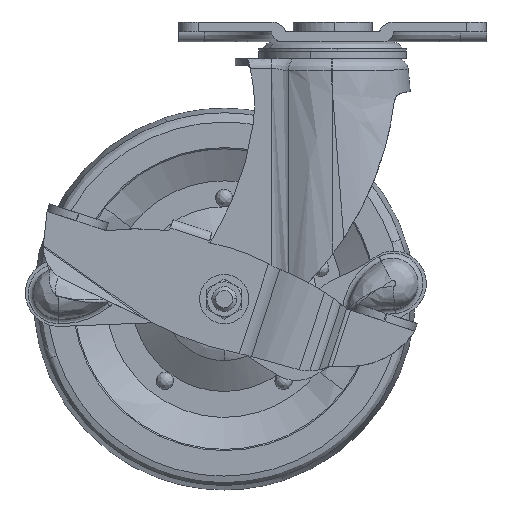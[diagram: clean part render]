
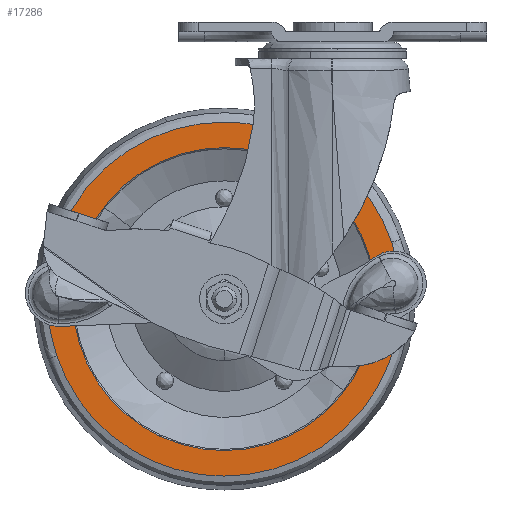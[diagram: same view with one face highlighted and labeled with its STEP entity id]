
A CAD part, front view. The second image highlights one B-rep face of the part: STEP entity #17286.
In plain terms, the highlighted free-form (B-spline) face has degree [1, 1] with [2, 2] control points.
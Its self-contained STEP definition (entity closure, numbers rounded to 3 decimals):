
#17061=CARTESIAN_POINT('',(24.042,-14.0,-89.443));
#17062=VERTEX_POINT('',#17061);
#17076=CARTESIAN_POINT('',(-44.0,-14.0,-184.343));
#17077=VERTEX_POINT('',#17076);
#17078=CARTESIAN_POINT('',(-44.0,-14.0,-184.343));
#17079=CARTESIAN_POINT('',(27.843,-14.,-184.343));
#17080=CARTESIAN_POINT('',(27.843,-14.0,-112.5));
#17081=CARTESIAN_POINT('',(27.843,-14.,-100.658));
#17082=CARTESIAN_POINT('',(24.042,-14.,-89.443));
#17090=(BOUNDED_CURVE()B_SPLINE_CURVE(2,(#17078,#17079,#17080,#17081,#17082),.UNSPECIFIED.,.F.,.U.)B_SPLINE_CURVE_WITH_KNOTS((3,2,3),(0.0,0.25,0.305),.UNSPECIFIED.)CURVE()GEOMETRIC_REPRESENTATION_ITEM()RATIONAL_B_SPLINE_CURVE((1.0,0.707,1.0,0.936,0.9))REPRESENTATION_ITEM(''));
#17091=EDGE_CURVE('',#17077,#17062,#17090,.T.);
#17093=CARTESIAN_POINT('',(-112.042,-14.0,-135.557));
#17094=VERTEX_POINT('',#17093);
#17095=CARTESIAN_POINT('',(-112.042,-14.,-135.557));
#17096=CARTESIAN_POINT('',(-95.51,-14.,-184.343));
#17097=CARTESIAN_POINT('',(-44.0,-14.0,-184.343));
#17105=(BOUNDED_CURVE()B_SPLINE_CURVE(2,(#17095,#17096,#17097),.UNSPECIFIED.,.F.,.U.)B_SPLINE_CURVE_WITH_KNOTS((3,3),(0.805,1.0),.UNSPECIFIED.)CURVE()GEOMETRIC_REPRESENTATION_ITEM()RATIONAL_B_SPLINE_CURVE((0.9,0.771,1.0))REPRESENTATION_ITEM(''));
#17106=EDGE_CURVE('',#17094,#17077,#17105,.T.);
#17150=CARTESIAN_POINT('',(-44.0,-14.0,-40.657));
#17151=VERTEX_POINT('',#17150);
#17152=CARTESIAN_POINT('',(-44.0,-14.0,-40.657));
#17153=CARTESIAN_POINT('',(-115.843,-14.,-40.657));
#17154=CARTESIAN_POINT('',(-115.843,-14.0,-112.5));
#17155=CARTESIAN_POINT('',(-115.843,-14.,-124.342));
#17156=CARTESIAN_POINT('',(-112.042,-14.,-135.557));
#17164=(BOUNDED_CURVE()B_SPLINE_CURVE(2,(#17152,#17153,#17154,#17155,#17156),.UNSPECIFIED.,.F.,.U.)B_SPLINE_CURVE_WITH_KNOTS((3,2,3),(0.5,0.75,0.805),.UNSPECIFIED.)CURVE()GEOMETRIC_REPRESENTATION_ITEM()RATIONAL_B_SPLINE_CURVE((1.0,0.707,1.0,0.936,0.9))REPRESENTATION_ITEM(''));
#17165=EDGE_CURVE('',#17151,#17094,#17164,.T.);
#17167=CARTESIAN_POINT('',(24.042,-14.,-89.443));
#17168=CARTESIAN_POINT('',(7.51,-14.,-40.657));
#17169=CARTESIAN_POINT('',(-44.0,-14.0,-40.657));
#17177=(BOUNDED_CURVE()B_SPLINE_CURVE(2,(#17167,#17168,#17169),.UNSPECIFIED.,.F.,.U.)B_SPLINE_CURVE_WITH_KNOTS((3,3),(0.305,0.5),.UNSPECIFIED.)CURVE()GEOMETRIC_REPRESENTATION_ITEM()RATIONAL_B_SPLINE_CURVE((0.9,0.771,1.0))REPRESENTATION_ITEM(''));
#17178=EDGE_CURVE('',#17062,#17151,#17177,.T.);
#17185=CARTESIAN_POINT('',(-123.016,-14.0,-33.48));
#17186=CARTESIAN_POINT('',(-123.016,-14.0,-191.52));
#17187=CARTESIAN_POINT('',(35.016,-14.0,-33.48));
#17188=CARTESIAN_POINT('',(35.016,-14.0,-191.52));
#17189=B_SPLINE_SURFACE_WITH_KNOTS('',1,1,((#17185,#17187),(#17186,#17188)),.UNSPECIFIED.,.F.,.F.,.U.,(2,2),(2,2),(0.0,158.04),(0.0,158.031),.UNSPECIFIED.);
#17190=ORIENTED_EDGE('',*,*,#17091,.T.);
#17191=ORIENTED_EDGE('',*,*,#17178,.T.);
#17192=ORIENTED_EDGE('',*,*,#17165,.T.);
#17193=ORIENTED_EDGE('',*,*,#17106,.T.);
#17194=EDGE_LOOP('',(#17190,#17191,#17192,#17193));
#17195=FACE_OUTER_BOUND('',#17194,.T.);
#17196=CARTESIAN_POINT('',(-44.0,-14.0,-51.));
#17197=VERTEX_POINT('',#17196);
#17198=CARTESIAN_POINT('',(-70.185,-14.0,-168.147));
#17199=VERTEX_POINT('',#17198);
#17200=CARTESIAN_POINT('',(-44.0,-14.0,-51.));
#17201=CARTESIAN_POINT('',(-47.462,-14.,-51.));
#17202=CARTESIAN_POINT('',(-53.519,-14.,-51.513));
#17203=CARTESIAN_POINT('',(-61.536,-14.,-53.408));
#17204=CARTESIAN_POINT('',(-68.868,-14.,-56.07));
#17205=CARTESIAN_POINT('',(-76.296,-14.0,-59.889));
#17206=CARTESIAN_POINT('',(-83.333,-14.,-64.97));
#17207=CARTESIAN_POINT('',(-88.583,-14.0,-69.986));
#17208=CARTESIAN_POINT('',(-92.948,-14.,-75.085));
#17209=CARTESIAN_POINT('',(-96.586,-14.,-80.344));
#17210=CARTESIAN_POINT('',(-100.403,-14.,-87.516));
#17211=CARTESIAN_POINT('',(-102.927,-14.,-94.336));
#17212=CARTESIAN_POINT('',(-104.634,-14.0,-101.61));
#17213=CARTESIAN_POINT('',(-105.464,-14.,-107.949));
#17214=CARTESIAN_POINT('',(-105.595,-14.,-115.748));
#17215=CARTESIAN_POINT('',(-104.772,-14.,-122.861));
#17216=CARTESIAN_POINT('',(-103.115,-14.,-129.813));
#17217=CARTESIAN_POINT('',(-101.211,-14.,-135.345));
#17218=CARTESIAN_POINT('',(-98.175,-14.,-141.934));
#17219=CARTESIAN_POINT('',(-94.47,-14.,-147.934));
#17220=CARTESIAN_POINT('',(-89.091,-14.,-154.589));
#17221=CARTESIAN_POINT('',(-83.343,-14.,-160.042));
#17222=CARTESIAN_POINT('',(-76.623,-14.,-164.805));
#17223=CARTESIAN_POINT('',(-72.339,-14.,-167.134));
#17224=CARTESIAN_POINT('',(-70.185,-14.0,-168.147));
#17225=B_SPLINE_CURVE_WITH_KNOTS('',3,(#17200,#17201,#17202,#17203,#17204,#17205,#17206,#17207,#17208,#17209,#17210,#17211,#17212,#17213,#17214,#17215,#17216,#17217,#17218,#17219,#17220,#17221,#17222,#17223,#17224),.UNSPECIFIED.,.F.,.U.,(4,1,1,1,1,1,1,1,1,1,1,1,1,1,1,1,1,1,1,1,1,1,4),(0.,10.385,18.174,24.664,33.751,43.162,50.627,55.495,63.283,69.774,79.834,85.027,92.167,98.981,108.393,113.585,120.4,125.917,135.329,141.495,151.555,159.019,166.159),.UNSPECIFIED.);
#17226=EDGE_CURVE('',#17197,#17199,#17225,.T.);
#17227=ORIENTED_EDGE('',*,*,#17226,.F.);
#17228=CARTESIAN_POINT('',(-17.815,-14.0,-56.853));
#17229=VERTEX_POINT('',#17228);
#17230=CARTESIAN_POINT('',(-17.815,-14.,-56.853));
#17231=CARTESIAN_POINT('',(-30.253,-14.,-51.));
#17232=CARTESIAN_POINT('',(-44.0,-14.0,-51.));
#17240=(BOUNDED_CURVE()B_SPLINE_CURVE(2,(#17230,#17231,#17232),.UNSPECIFIED.,.F.,.U.)B_SPLINE_CURVE_WITH_KNOTS((3,3),(0.428,0.5),.UNSPECIFIED.)CURVE()GEOMETRIC_REPRESENTATION_ITEM()RATIONAL_B_SPLINE_CURVE((0.88,0.915,1.0))REPRESENTATION_ITEM(''));
#17241=EDGE_CURVE('',#17229,#17197,#17240,.T.);
#17242=ORIENTED_EDGE('',*,*,#17241,.F.);
#17243=CARTESIAN_POINT('',(-44.0,-14.0,-174.0));
#17244=VERTEX_POINT('',#17243);
#17245=CARTESIAN_POINT('',(-44.0,-14.0,-174.0));
#17246=CARTESIAN_POINT('',(-40.322,-14.,-174.));
#17247=CARTESIAN_POINT('',(-34.805,-14.,-173.504));
#17248=CARTESIAN_POINT('',(-25.831,-14.,-171.457));
#17249=CARTESIAN_POINT('',(-18.408,-14.,-168.672));
#17250=CARTESIAN_POINT('',(-11.396,-14.,-164.782));
#17251=CARTESIAN_POINT('',(-5.99,-14.,-160.986));
#17252=CARTESIAN_POINT('',(0.065,-14.,-155.729));
#17253=CARTESIAN_POINT('',(5.999,-14.,-148.797));
#17254=CARTESIAN_POINT('',(11.369,-14.,-139.875));
#17255=CARTESIAN_POINT('',(14.638,-14.,-131.71));
#17256=CARTESIAN_POINT('',(16.81,-14.,-122.873));
#17257=CARTESIAN_POINT('',(17.595,-14.,-115.534));
#17258=CARTESIAN_POINT('',(17.433,-14.,-107.523));
#17259=CARTESIAN_POINT('',(16.537,-14.,-100.86));
#17260=CARTESIAN_POINT('',(14.428,-14.,-92.679));
#17261=CARTESIAN_POINT('',(11.211,-14.,-84.844));
#17262=CARTESIAN_POINT('',(6.768,-14.,-77.52));
#17263=CARTESIAN_POINT('',(2.146,-14.,-71.646));
#17264=CARTESIAN_POINT('',(-3.646,-14.,-65.791));
#17265=CARTESIAN_POINT('',(-10.425,-14.,-60.712));
#17266=CARTESIAN_POINT('',(-15.661,-14.,-57.866));
#17267=CARTESIAN_POINT('',(-17.815,-14.0,-56.853));
#17268=B_SPLINE_CURVE_WITH_KNOTS('',3,(#17245,#17246,#17247,#17248,#17249,#17250,#17251,#17252,#17253,#17254,#17255,#17256,#17257,#17258,#17259,#17260,#17261,#17262,#17263,#17264,#17265,#17266,#17267),.UNSPECIFIED.,.F.,.U.,(4,1,1,1,1,1,1,1,1,1,1,1,1,1,1,1,1,1,1,1,4),(0.,11.034,16.551,27.585,34.725,40.566,47.381,58.74,67.827,78.536,85.027,95.087,100.604,109.042,115.208,125.917,134.355,140.846,148.31,159.019,166.159),.UNSPECIFIED.);
#17269=EDGE_CURVE('',#17244,#17229,#17268,.T.);
#17270=ORIENTED_EDGE('',*,*,#17269,.F.);
#17271=CARTESIAN_POINT('',(-70.185,-14.,-168.147));
#17272=CARTESIAN_POINT('',(-57.747,-14.,-174.));
#17273=CARTESIAN_POINT('',(-44.0,-14.0,-174.0));
#17281=(BOUNDED_CURVE()B_SPLINE_CURVE(2,(#17271,#17272,#17273),.UNSPECIFIED.,.F.,.U.)B_SPLINE_CURVE_WITH_KNOTS((3,3),(0.928,1.0),.UNSPECIFIED.)CURVE()GEOMETRIC_REPRESENTATION_ITEM()RATIONAL_B_SPLINE_CURVE((0.88,0.915,1.0))REPRESENTATION_ITEM(''));
#17282=EDGE_CURVE('',#17199,#17244,#17281,.T.);
#17283=ORIENTED_EDGE('',*,*,#17282,.F.);
#17284=EDGE_LOOP('',(#17227,#17242,#17270,#17283));
#17285=FACE_BOUND('',#17284,.T.);
#17286=ADVANCED_FACE('',(#17195,#17285),#17189,.T.);
